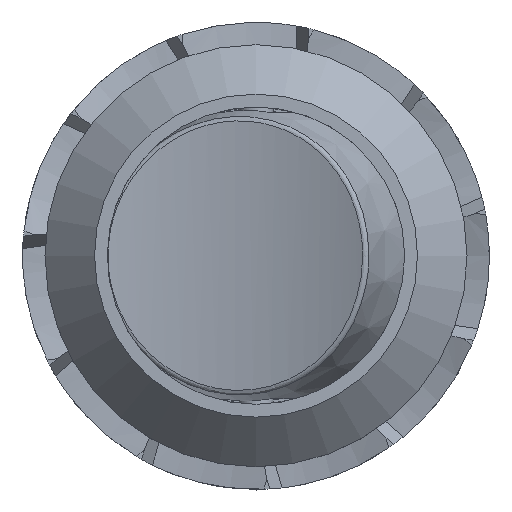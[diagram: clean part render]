
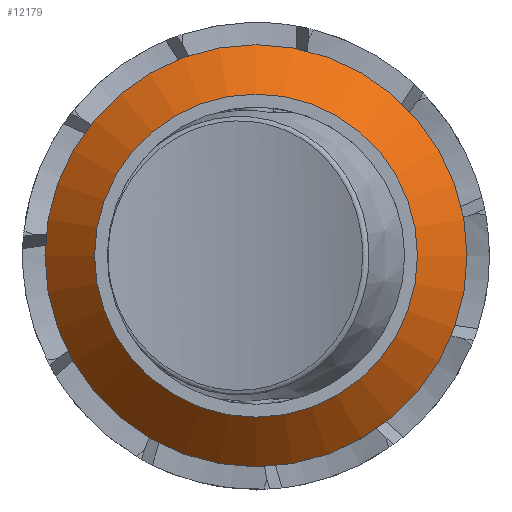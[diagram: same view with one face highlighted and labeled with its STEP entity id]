
A CAD part, top view. The second image highlights one B-rep face of the part: STEP entity #12179.
In plain terms, the highlighted conical face has half-angle 45 degrees and reference radius 25.4 mm.
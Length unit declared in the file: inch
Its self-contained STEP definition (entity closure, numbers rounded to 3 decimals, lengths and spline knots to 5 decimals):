
#12152=CARTESIAN_POINT('',(0.0,0.0,-0.49606));
#12153=DIRECTION('',(0.0,0.0,-1.0));
#12154=DIRECTION('',(1.0,0.0,0.0));
#12155=AXIS2_PLACEMENT_3D('',#12152,#12153,#12154);
#12156=CONICAL_SURFACE('',#12155,1.0,45.);
#12157=CARTESIAN_POINT('',(0.45276,0.,0.05118));
#12158=VERTEX_POINT('',#12157);
#12159=CARTESIAN_POINT('',(0.0,0.0,0.05118));
#12160=DIRECTION('',(0.0,0.0,1.0));
#12161=DIRECTION('',(-1.0,0.0,0.0));
#12162=AXIS2_PLACEMENT_3D('',#12159,#12160,#12161);
#12163=CIRCLE('',#12162,0.45276);
#12164=EDGE_CURVE('',#12158,#12158,#12163,.T.);
#12165=ORIENTED_EDGE('',*,*,#12164,.T.);
#12166=EDGE_LOOP('',(#12165));
#12167=FACE_OUTER_BOUND('',#12166,.T.);
#12168=CARTESIAN_POINT('',(0.34646,0.,0.15748));
#12169=VERTEX_POINT('',#12168);
#12170=CARTESIAN_POINT('',(0.0,0.0,0.15748));
#12171=DIRECTION('',(0.0,0.0,-1.0));
#12172=DIRECTION('',(-1.0,0.0,0.0));
#12173=AXIS2_PLACEMENT_3D('',#12170,#12171,#12172);
#12174=CIRCLE('',#12173,0.34646);
#12175=EDGE_CURVE('',#12169,#12169,#12174,.T.);
#12176=ORIENTED_EDGE('',*,*,#12175,.T.);
#12177=EDGE_LOOP('',(#12176));
#12178=FACE_BOUND('',#12177,.T.);
#12179=ADVANCED_FACE('',(#12167,#12178),#12156,.T.);
